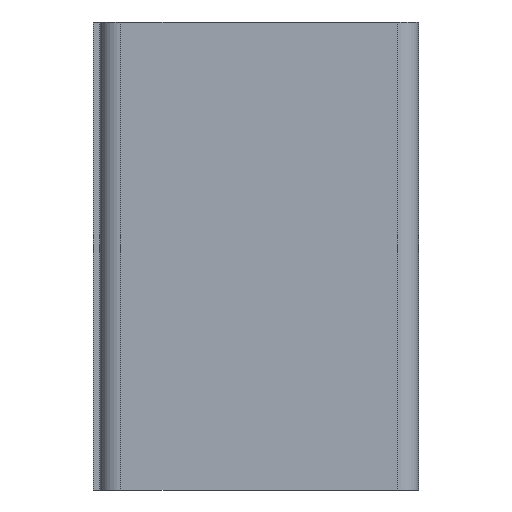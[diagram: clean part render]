
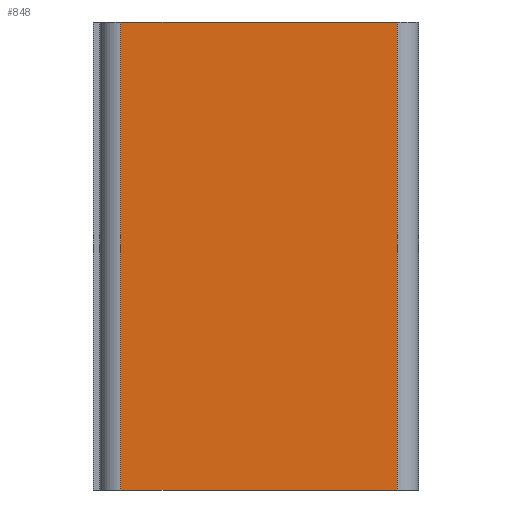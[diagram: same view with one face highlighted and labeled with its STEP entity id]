
A CAD part, left-side view. The second image highlights one B-rep face of the part: STEP entity #848.
In plain terms, the highlighted planar face has unit normal (-1, 0, 0).
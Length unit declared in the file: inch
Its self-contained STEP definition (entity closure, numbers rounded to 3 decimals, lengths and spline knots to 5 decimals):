
#38=FACE_OUTER_BOUND('',#88,.T.);
#88=EDGE_LOOP('',(#592,#593,#594,#595));
#142=LINE('',#1221,#254);
#144=LINE('',#1227,#256);
#152=LINE('',#1245,#264);
#153=LINE('',#1246,#265);
#254=VECTOR('',#989,0.022);
#256=VECTOR('',#995,0.013);
#264=VECTOR('',#1007,0.013);
#265=VECTOR('',#1008,0.022);
#363=VERTEX_POINT('',#1218);
#364=VERTEX_POINT('',#1220);
#366=VERTEX_POINT('',#1226);
#374=VERTEX_POINT('',#1244);
#447=EDGE_CURVE('',#363,#364,#142,.T.);
#450=EDGE_CURVE('',#364,#366,#144,.T.);
#459=EDGE_CURVE('',#374,#363,#152,.T.);
#460=EDGE_CURVE('',#366,#374,#153,.T.);
#592=ORIENTED_EDGE('',*,*,#447,.F.);
#593=ORIENTED_EDGE('',*,*,#459,.F.);
#594=ORIENTED_EDGE('',*,*,#460,.F.);
#595=ORIENTED_EDGE('',*,*,#450,.F.);
#801=PLANE('',#912);
#848=ADVANCED_FACE('',(#38),#801,.T.);
#912=AXIS2_PLACEMENT_3D('',#1243,#1005,#1006);
#989=DIRECTION('',(0.,0.,-1.));
#995=DIRECTION('',(0.,1.,0.));
#1005=DIRECTION('center_axis',(-1.,0.,0.));
#1006=DIRECTION('ref_axis',(0.,-1.,0.));
#1007=DIRECTION('',(0.,-1.,0.));
#1008=DIRECTION('',(0.,0.,1.));
#1218=CARTESIAN_POINT('',(-0.021,0.001,0.011));
#1220=CARTESIAN_POINT('',(-0.021,0.001,-0.011));
#1221=CARTESIAN_POINT('',(-0.021,0.001,0.));
#1226=CARTESIAN_POINT('',(-0.021,0.014,-0.011));
#1227=CARTESIAN_POINT('',(-0.021,0.015,-0.011));
#1243=CARTESIAN_POINT('Origin',(-0.021,0.015,0.));
#1244=CARTESIAN_POINT('',(-0.021,0.014,0.011));
#1245=CARTESIAN_POINT('',(-0.021,0.015,0.011));
#1246=CARTESIAN_POINT('',(-0.021,0.014,0.));
